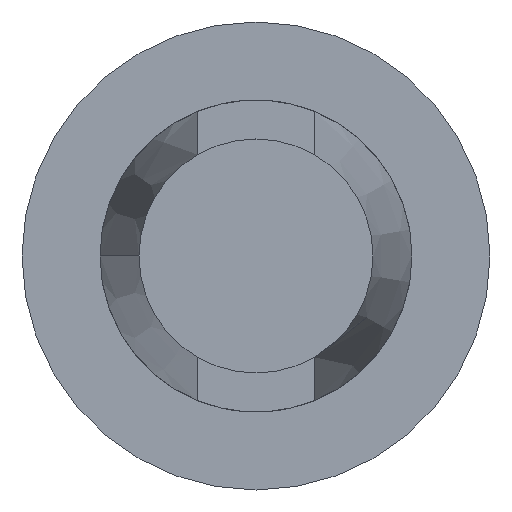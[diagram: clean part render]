
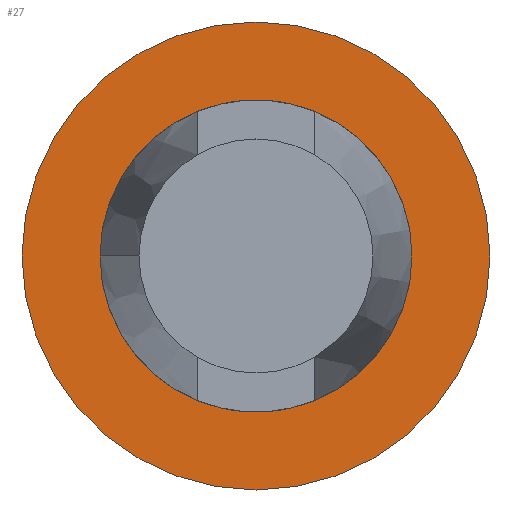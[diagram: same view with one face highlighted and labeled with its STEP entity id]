
A CAD part, front view. The second image highlights one B-rep face of the part: STEP entity #27.
In plain terms, the highlighted planar face has unit normal (0, -1, 0).
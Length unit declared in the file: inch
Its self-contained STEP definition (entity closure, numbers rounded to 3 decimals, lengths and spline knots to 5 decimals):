
#27 = ADVANCED_FACE ( 'NONE', ( #297, #296 ), #350, .T. ) ;
#28 = EDGE_LOOP ( 'NONE', ( #29, #30 ) ) ;
#29 = ORIENTED_EDGE ( 'NONE', *, *, #148, .T. ) ;
#30 = ORIENTED_EDGE ( 'NONE', *, *, #31, .T. ) ;
#31 = EDGE_CURVE ( 'NONE', #146, #149, #291, .T. ) ;
#55 = ORIENTED_EDGE ( 'NONE', *, *, #219, .F. ) ;
#69 = EDGE_CURVE ( 'NONE', #220, #215, #540, .T. ) ;
#146 = VERTEX_POINT ( 'NONE', #425 ) ;
#148 = EDGE_CURVE ( 'NONE', #149, #146, #424, .T. ) ;
#149 = VERTEX_POINT ( 'NONE', #419 ) ;
#181 = ORIENTED_EDGE ( 'NONE', *, *, #69, .F. ) ;
#183 = EDGE_LOOP ( 'NONE', ( #55, #181 ) ) ;
#215 = VERTEX_POINT ( 'NONE', #732 ) ;
#219 = EDGE_CURVE ( 'NONE', #215, #220, #665, .T. ) ;
#220 = VERTEX_POINT ( 'NONE', #661 ) ;
#287 = DIRECTION ( 'NONE',  ( -1., 0., 0. ) ) ;
#288 = DIRECTION ( 'NONE',  ( 0., 1., 0. ) ) ;
#289 = CARTESIAN_POINT ( 'NONE',  ( 0., -0.085, 0. ) ) ;
#290 = AXIS2_PLACEMENT_3D ( 'NONE', #289, #288, #287 ) ;
#291 = CIRCLE ( 'NONE', #290, 0.02 ) ;
#292 = DIRECTION ( 'NONE',  ( 1., 0., 0. ) ) ;
#293 = DIRECTION ( 'NONE',  ( 0., -1., 0. ) ) ;
#294 = CARTESIAN_POINT ( 'NONE',  ( 0.03, -0.085, 0. ) ) ;
#295 = AXIS2_PLACEMENT_3D ( 'NONE', #294, #293, #292 ) ;
#296 = FACE_OUTER_BOUND ( 'NONE', #183, .T. ) ;
#297 = FACE_BOUND ( 'NONE', #28, .T. ) ;
#350 = PLANE ( 'NONE',  #295 ) ;
#419 = CARTESIAN_POINT ( 'NONE',  ( -0.02, -0.085, 0. ) ) ;
#420 = DIRECTION ( 'NONE',  ( -1., 0., 0. ) ) ;
#421 = DIRECTION ( 'NONE',  ( 0., 1., 0. ) ) ;
#422 = CARTESIAN_POINT ( 'NONE',  ( 0., -0.085, 0. ) ) ;
#423 = AXIS2_PLACEMENT_3D ( 'NONE', #422, #421, #420 ) ;
#424 = CIRCLE ( 'NONE', #423, 0.02 ) ;
#425 = CARTESIAN_POINT ( 'NONE',  ( 0.02, -0.085, 0. ) ) ;
#536 = DIRECTION ( 'NONE',  ( -1., 0., 0. ) ) ;
#537 = DIRECTION ( 'NONE',  ( 0., 1., 0. ) ) ;
#538 = CARTESIAN_POINT ( 'NONE',  ( 0., -0.085, 0. ) ) ;
#539 = AXIS2_PLACEMENT_3D ( 'NONE', #538, #537, #536 ) ;
#540 = CIRCLE ( 'NONE', #539, 0.03 ) ;
#661 = CARTESIAN_POINT ( 'NONE',  ( 0.03, -0.085, 0. ) ) ;
#662 = DIRECTION ( 'NONE',  ( -1., 0., 0. ) ) ;
#663 = DIRECTION ( 'NONE',  ( 0., 1., 0. ) ) ;
#664 = AXIS2_PLACEMENT_3D ( 'NONE', #671, #663, #662 ) ;
#665 = CIRCLE ( 'NONE', #664, 0.03 ) ;
#671 = CARTESIAN_POINT ( 'NONE',  ( 0., -0.085, 0. ) ) ;
#732 = CARTESIAN_POINT ( 'NONE',  ( -0.03, -0.085, 0. ) ) ;
